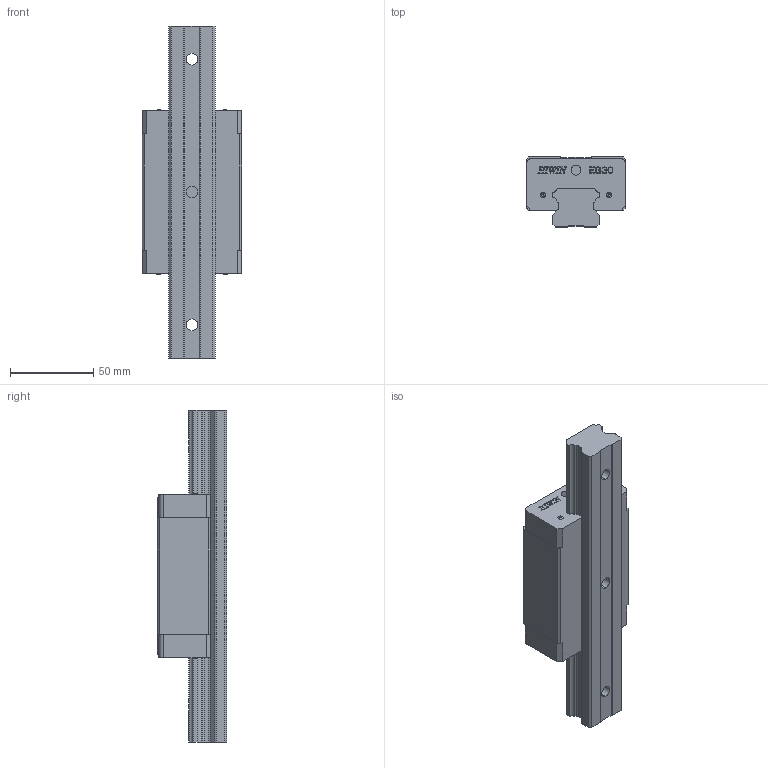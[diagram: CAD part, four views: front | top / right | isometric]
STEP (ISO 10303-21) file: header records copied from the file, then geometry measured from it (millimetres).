
FILE_DESCRIPTION(('STEP AP214'),'1');
FILE_NAME('egh30ca.stp','2022-09-14T02:49:13',('TraceParts'),('TraceParts S.A.'),'Spatial InterOp 3D',' ',' ');
FILE_SCHEMA(('AUTOMOTIVE_DESIGN { 1 0 10303 214 1 1 1 1 }'));
Length unit declared in the file: millimetre
Products named in the file (1): egh30ca_1
Bounding box: 60 x 42 x 200 mm (x, y, z)
Volume: 262809.8 mm3; surface area: 49011.2 mm2
Topology: 2 solids, 2 shells, 465 faces, 1299 edges, 863 vertices
Faces by surface type: plane 325, cylinder 64, extrusion 60, bspline 8, cone 8
Entity records: 15407 total; most frequent: CARTESIAN_POINT 3516, ORIENTED_EDGE 2598, DIRECTION 2197, EDGE_CURVE 1299, VECTOR 1079, LINE 1019, VERTEX_POINT 863, AXIS2_PLACEMENT_3D 559
